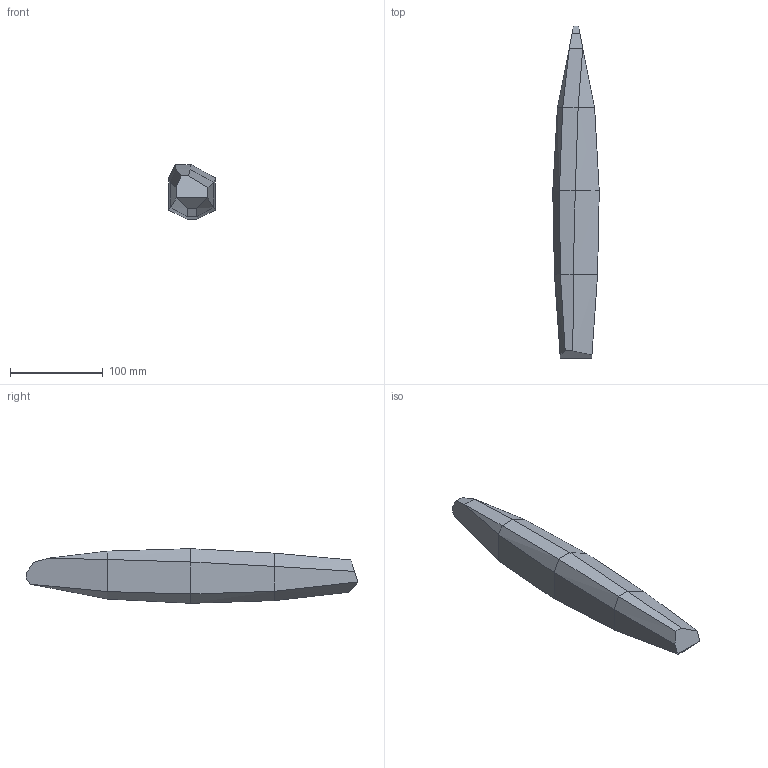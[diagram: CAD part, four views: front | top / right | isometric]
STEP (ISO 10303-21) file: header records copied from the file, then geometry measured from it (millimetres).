
FILE_DESCRIPTION(('FreeCAD Model'),'2;1');
FILE_NAME('o-cat_hull.step', '2020-05-09T00:31:50',('Author'),(''), 'Open CASCADE STEP processor 7.3','FreeCAD','Unknown');
FILE_SCHEMA(('AUTOMOTIVE_DESIGN { 1 0 10303 214 1 1 1 1 }'));
Length unit declared in the file: millimetre
Products named in the file (1): Draft
Bounding box: 50 x 357.71 x 58.84 mm (x, y, z)
Volume: 590064.7 mm3; surface area: 53919.6 mm2
Topology: 1 solids, 1 shells, 38 faces, 82 edges, 42 vertices
Faces by surface type: bspline 22, plane 16
Entity records: 1966 total; most frequent: CARTESIAN_POINT 574, DIRECTION 166, ORIENTED_EDGE 156, PCURVE 156, DEFINITIONAL_REPRESENTATION 156, LINE 132, VECTOR 132, B_SPLINE_CURVE_WITH_KNOTS 102
